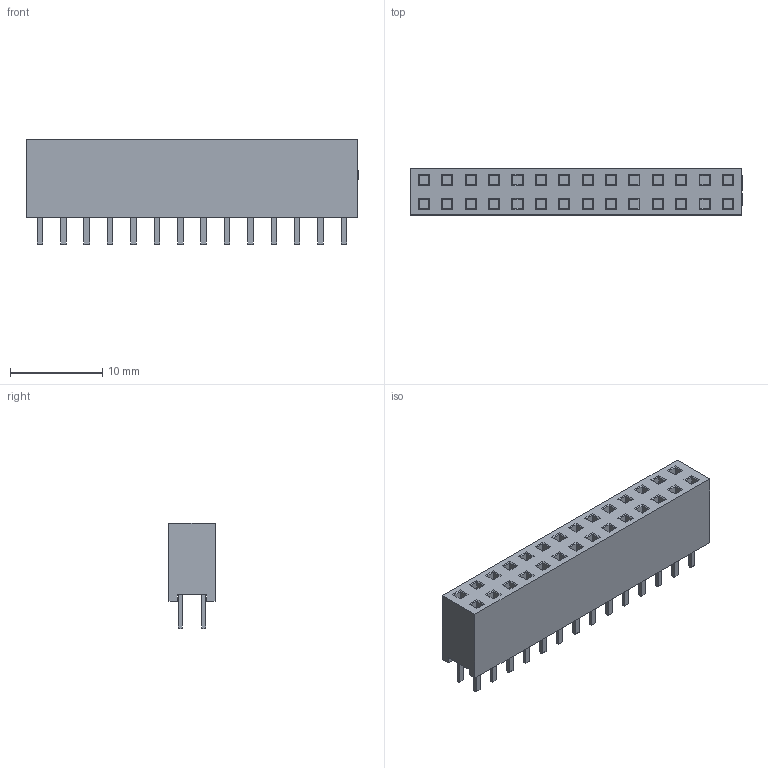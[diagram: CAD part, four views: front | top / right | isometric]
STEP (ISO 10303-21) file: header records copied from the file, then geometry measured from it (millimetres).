
FILE_DESCRIPTION(/* description */ ('Designed by EasyEDA Pro'),/* implementation_level */ '2;1');
FILE_NAME(/* name */ 'PM_2.54_2X14P_LH.step',/* time_stamp */ '2025-03-27T15:45:19+08:00',/* author */ (''),/* organization */ (''),/* preprocessor_version */ 'ST-DEVELOPER v20.1',/* originating_system */ 'Autodesk Translation Framework v14.4.0.0',/* authorisation */ '');
FILE_SCHEMA (('AUTOMOTIVE_DESIGN { 1 0 10303 214 3 1 1 }'));
Length unit declared in the file: millimetre
Products named in the file (3): T4N4-PCBModel; T4N4-Board; T4N4-U1-HDR-TH_28P-P2.54-V-F-R2-C14-S2.54-1
Assembly tree (2 placements, depth 2):
  T4N4-PCBModel
    T4N4-Board
    T4N4-U1-HDR-TH_28P-P2.54-V-F-R2-C14-S2.54-1
Bounding box: 36.07 x 5 x 11.5 mm (x, y, z)
Volume: 1419.9 mm3; surface area: 1528.4 mm2
Topology: 1 solids, 1 shells, 742 faces, 1862 edges, 1204 vertices
Faces by surface type: plane 628, bspline 114
Entity records: 23695 total; most frequent: CARTESIAN_POINT 5911, ORIENTED_EDGE 3724, DIRECTION 3068, EDGE_CURVE 1862, LINE 1634, VECTOR 1634, VERTEX_POINT 1204, EDGE_LOOP 824
